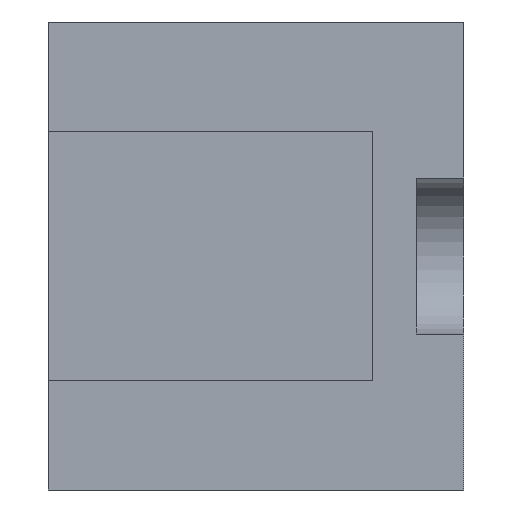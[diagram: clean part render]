
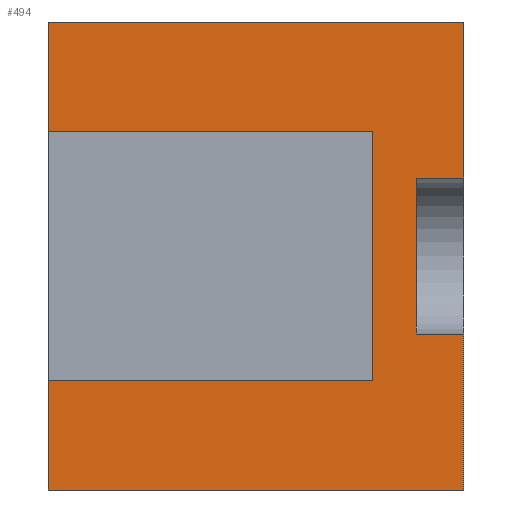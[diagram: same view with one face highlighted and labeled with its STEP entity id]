
A CAD part, front view. The second image highlights one B-rep face of the part: STEP entity #494.
In plain terms, the highlighted planar face has unit normal (0, -1, 0).
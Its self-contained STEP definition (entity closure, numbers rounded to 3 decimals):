
#49=FACE_OUTER_BOUND('',#77,.T.);
#77=EDGE_LOOP('',(#397,#398,#399,#400,#401,#402,#403,#404,#405,#406,#407,
#408));
#96=LINE('',#704,#155);
#105=LINE('',#724,#164);
#108=LINE('',#731,#167);
#111=LINE('',#737,#170);
#113=LINE('',#744,#172);
#115=LINE('',#747,#174);
#123=LINE('',#773,#182);
#128=LINE('',#783,#187);
#129=LINE('',#788,#188);
#130=LINE('',#791,#189);
#131=LINE('',#792,#190);
#132=LINE('',#793,#191);
#155=VECTOR('',#569,10.);
#164=VECTOR('',#582,10.);
#167=VECTOR('',#587,10.);
#170=VECTOR('',#592,10.);
#172=VECTOR('',#600,10.);
#174=VECTOR('',#604,10.);
#182=VECTOR('',#628,10.);
#187=VECTOR('',#635,10.);
#188=VECTOR('',#644,10.);
#189=VECTOR('',#647,10.);
#190=VECTOR('',#648,10.);
#191=VECTOR('',#649,10.);
#212=VERTEX_POINT('',#701);
#213=VERTEX_POINT('',#703);
#221=VERTEX_POINT('',#721);
#222=VERTEX_POINT('',#723);
#225=VERTEX_POINT('',#729);
#227=VERTEX_POINT('',#735);
#229=VERTEX_POINT('',#743);
#238=VERTEX_POINT('',#770);
#239=VERTEX_POINT('',#772);
#241=VERTEX_POINT('',#777);
#243=VERTEX_POINT('',#781);
#244=VERTEX_POINT('',#790);
#260=EDGE_CURVE('',#213,#212,#96,.T.);
#270=EDGE_CURVE('',#222,#221,#105,.T.);
#274=EDGE_CURVE('',#212,#225,#108,.T.);
#277=EDGE_CURVE('',#225,#227,#111,.T.);
#280=EDGE_CURVE('',#229,#222,#113,.T.);
#282=EDGE_CURVE('',#227,#229,#115,.T.);
#294=EDGE_CURVE('',#239,#238,#123,.T.);
#299=EDGE_CURVE('',#241,#243,#128,.T.);
#302=EDGE_CURVE('',#243,#239,#129,.T.);
#303=EDGE_CURVE('',#244,#221,#130,.T.);
#304=EDGE_CURVE('',#241,#244,#131,.T.);
#305=EDGE_CURVE('',#213,#238,#132,.T.);
#397=ORIENTED_EDGE('',*,*,#280,.T.);
#398=ORIENTED_EDGE('',*,*,#270,.T.);
#399=ORIENTED_EDGE('',*,*,#303,.F.);
#400=ORIENTED_EDGE('',*,*,#304,.F.);
#401=ORIENTED_EDGE('',*,*,#299,.T.);
#402=ORIENTED_EDGE('',*,*,#302,.T.);
#403=ORIENTED_EDGE('',*,*,#294,.T.);
#404=ORIENTED_EDGE('',*,*,#305,.F.);
#405=ORIENTED_EDGE('',*,*,#260,.T.);
#406=ORIENTED_EDGE('',*,*,#274,.T.);
#407=ORIENTED_EDGE('',*,*,#277,.T.);
#408=ORIENTED_EDGE('',*,*,#282,.T.);
#470=PLANE('',#542);
#494=ADVANCED_FACE('',(#49),#470,.T.);
#542=AXIS2_PLACEMENT_3D('',#789,#645,#646);
#569=DIRECTION('',(1.,0.,0.));
#582=DIRECTION('',(0.,0.,1.));
#587=DIRECTION('',(0.,0.,1.));
#592=DIRECTION('',(-1.,0.,0.));
#600=DIRECTION('',(1.,0.,0.));
#604=DIRECTION('',(0.,0.,1.));
#628=DIRECTION('',(-1.,0.,0.));
#635=DIRECTION('',(1.,0.,0.));
#644=DIRECTION('',(0.,0.,-1.));
#645=DIRECTION('center_axis',(0.,-1.,0.));
#646=DIRECTION('ref_axis',(1.,0.,0.));
#647=DIRECTION('',(1.,0.,0.));
#648=DIRECTION('',(0.,0.,1.));
#649=DIRECTION('',(0.,0.,1.));
#701=CARTESIAN_POINT('',(16.1,-18.9,0.));
#703=CARTESIAN_POINT('',(10.77,-18.9,0.));
#704=CARTESIAN_POINT('',(13.675,-18.9,0.));
#721=CARTESIAN_POINT('',(16.1,-18.9,6.));
#723=CARTESIAN_POINT('',(16.1,-18.9,4.));
#724=CARTESIAN_POINT('',(16.1,-18.9,0.));
#729=CARTESIAN_POINT('',(16.1,-18.9,2.));
#731=CARTESIAN_POINT('',(16.1,-18.9,0.));
#735=CARTESIAN_POINT('',(15.49,-18.9,2.));
#737=CARTESIAN_POINT('',(13.435,-18.9,2.));
#743=CARTESIAN_POINT('',(15.49,-18.9,4.));
#744=CARTESIAN_POINT('',(13.435,-18.9,4.));
#747=CARTESIAN_POINT('',(15.49,-18.9,1.5));
#770=CARTESIAN_POINT('',(10.77,-18.9,1.4));
#772=CARTESIAN_POINT('',(14.925,-18.9,1.4));
#773=CARTESIAN_POINT('',(10.77,-18.9,1.4));
#777=CARTESIAN_POINT('',(10.77,-18.9,4.6));
#781=CARTESIAN_POINT('',(14.925,-18.9,4.6));
#783=CARTESIAN_POINT('',(10.77,-18.9,4.6));
#788=CARTESIAN_POINT('',(14.925,-18.9,1.5));
#789=CARTESIAN_POINT('Origin',(10.77,-18.9,0.));
#790=CARTESIAN_POINT('',(10.77,-18.9,6.));
#791=CARTESIAN_POINT('',(13.675,-18.9,6.));
#792=CARTESIAN_POINT('',(10.77,-18.9,0.));
#793=CARTESIAN_POINT('',(10.77,-18.9,0.));
